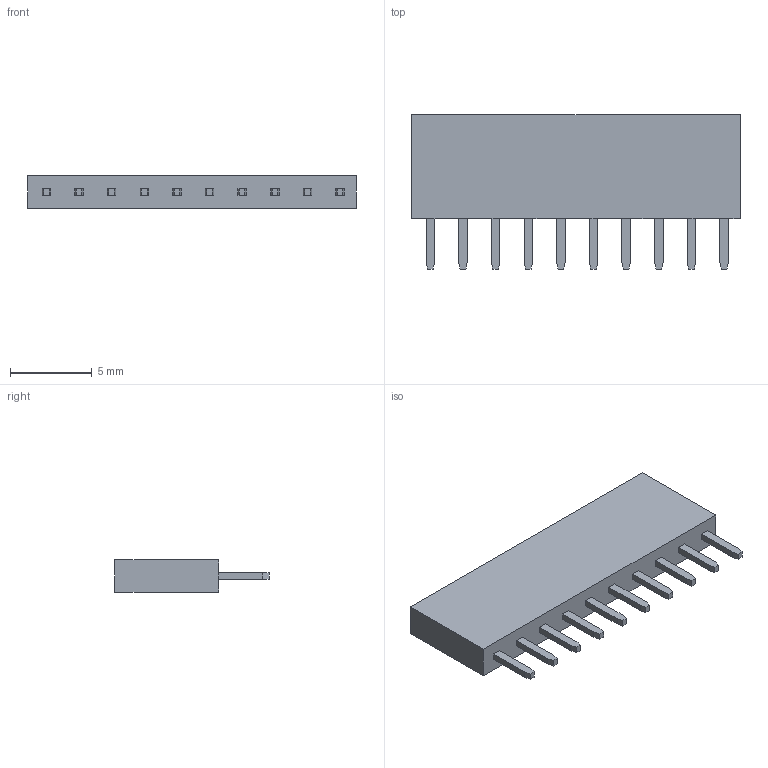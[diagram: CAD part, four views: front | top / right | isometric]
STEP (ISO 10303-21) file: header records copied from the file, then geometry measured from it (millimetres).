
FILE_DESCRIPTION( ('This file contains a STEP AP42 implementation' ,'as created by ZW3D STEP Interface translator.') ,'2;1' );
FILE_NAME( '2263-1XXSXXDYNX1.stp' ,'23 418.14 110', (''), ('ZWCAD Software Co.'), 'Version 1.0', 'ZW3D to STEP translator', '' );
FILE_SCHEMA(('AUTOMOTIVE_DESIGN { 1 0 10303 214 1 1 1 1 }'));
Length unit declared in the file: millimetre
Products named in the file (2): 0; 2263-120SXXDYNT1
Bounding box: 20.15 x 9.45 x 2 mm (x, y, z)
Volume: 234 mm3; surface area: 839.6 mm2
Topology: 1 solids, 1 shells, 886 faces, 2644 edges, 1750 vertices
Faces by surface type: plane 646, cylinder 170, bspline 70
Entity records: 39391 total; most frequent: CARTESIAN_POINT 19676, ORIENTED_EDGE 5288, EDGE_CURVE 2644, B_SPLINE_CURVE_WITH_KNOTS 2449, DIRECTION 1829, VERTEX_POINT 1750, EDGE_LOOP 956, FACE_OUTER_BOUND 886
